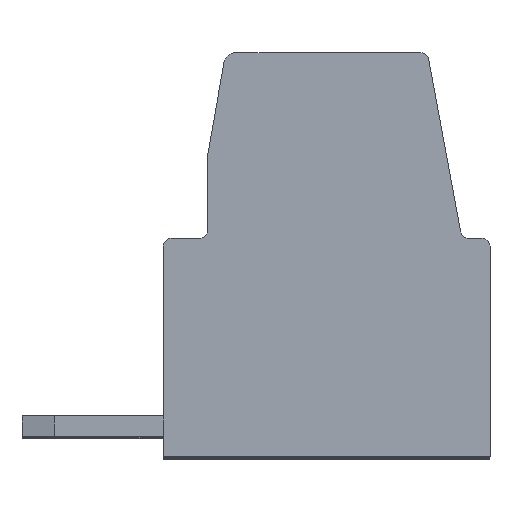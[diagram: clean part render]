
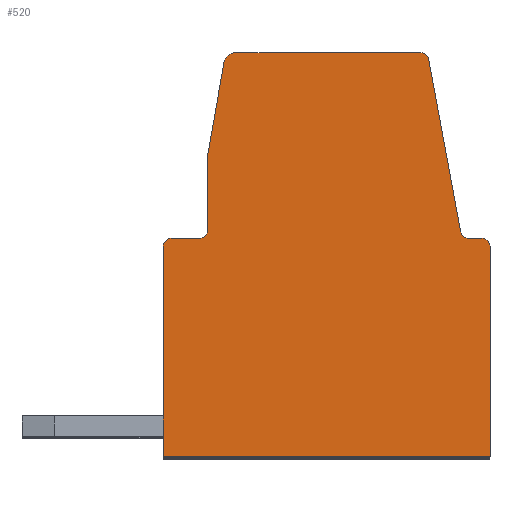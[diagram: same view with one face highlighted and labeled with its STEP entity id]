
A CAD part, top view. The second image highlights one B-rep face of the part: STEP entity #520.
In plain terms, the highlighted planar face has unit normal (0, 0, 1).
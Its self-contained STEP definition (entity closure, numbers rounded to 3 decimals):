
#520 = ADVANCED_FACE( '', ( #1053 ), #1054, .F. );
#1053 = FACE_OUTER_BOUND( '', #1627, .T. );
#1054 = PLANE( '', #1628 );
#1627 = EDGE_LOOP( '', ( #2932, #2933, #2934, #2935, #2936, #2937, #2938, #2939, #2940, #2941, #2942, #2943, #2944, #2945, #2946 ) );
#1628 = AXIS2_PLACEMENT_3D( '', #2947, #2948, #2949 );
#2932 = ORIENTED_EDGE( '', *, *, #4164, .T. );
#2933 = ORIENTED_EDGE( '', *, *, #4165, .T. );
#2934 = ORIENTED_EDGE( '', *, *, #4166, .F. );
#2935 = ORIENTED_EDGE( '', *, *, #3859, .T. );
#2936 = ORIENTED_EDGE( '', *, *, #3921, .T. );
#2937 = ORIENTED_EDGE( '', *, *, #3924, .T. );
#2938 = ORIENTED_EDGE( '', *, *, #3625, .T. );
#2939 = ORIENTED_EDGE( '', *, *, #4167, .T. );
#2940 = ORIENTED_EDGE( '', *, *, #4157, .F. );
#2941 = ORIENTED_EDGE( '', *, *, #4168, .T. );
#2942 = ORIENTED_EDGE( '', *, *, #4032, .F. );
#2943 = ORIENTED_EDGE( '', *, *, #3981, .T. );
#2944 = ORIENTED_EDGE( '', *, *, #4128, .T. );
#2945 = ORIENTED_EDGE( '', *, *, #4154, .F. );
#2946 = ORIENTED_EDGE( '', *, *, #4169, .F. );
#2947 = CARTESIAN_POINT( '', ( 0.81, -4.4, 0. ) );
#2948 = DIRECTION( '', ( 0., 0., -1. ) );
#2949 = DIRECTION( '', ( 0., 1., 0. ) );
#3625 = EDGE_CURVE( '', #4331, #4332, #4333, .T. );
#3859 = EDGE_CURVE( '', #4742, #4740, #4743, .T. );
#3921 = EDGE_CURVE( '', #4740, #4842, #4844, .T. );
#3924 = EDGE_CURVE( '', #4842, #4331, #4847, .T. );
#3981 = EDGE_CURVE( '', #4926, #4924, #4927, .T. );
#4032 = EDGE_CURVE( '', #4926, #5003, #5004, .T. );
#4128 = EDGE_CURVE( '', #4924, #5131, #5133, .T. );
#4154 = EDGE_CURVE( '', #5163, #5131, #5165, .T. );
#4157 = EDGE_CURVE( '', #5167, #5169, #5170, .T. );
#4164 = EDGE_CURVE( '', #5179, #5180, #5181, .T. );
#4165 = EDGE_CURVE( '', #5180, #5182, #5183, .T. );
#4166 = EDGE_CURVE( '', #4742, #5182, #5184, .T. );
#4167 = EDGE_CURVE( '', #4332, #5169, #5185, .T. );
#4168 = EDGE_CURVE( '', #5167, #5003, #5186, .T. );
#4169 = EDGE_CURVE( '', #5179, #5163, #5187, .T. );
#4331 = VERTEX_POINT( '', #5377 );
#4332 = VERTEX_POINT( '', #5378 );
#4333 = LINE( '', #5379, #5380 );
#4740 = VERTEX_POINT( '', #5966 );
#4742 = VERTEX_POINT( '', #5969 );
#4743 = LINE( '', #5970, #5971 );
#4842 = VERTEX_POINT( '', #6115 );
#4844 = CIRCLE( '', #6118, 0.2 );
#4847 = LINE( '', #6121, #6122 );
#4924 = VERTEX_POINT( '', #6232 );
#4926 = VERTEX_POINT( '', #6235 );
#4927 = LINE( '', #6236, #6237 );
#5003 = VERTEX_POINT( '', #6344 );
#5004 = CIRCLE( '', #6345, 0.2 );
#5131 = VERTEX_POINT( '', #6530 );
#5133 = CIRCLE( '', #6533, 0.2 );
#5163 = VERTEX_POINT( '', #6577 );
#5165 = LINE( '', #6580, #6581 );
#5167 = VERTEX_POINT( '', #6583 );
#5169 = VERTEX_POINT( '', #6586 );
#5170 = CIRCLE( '', #6587, 0.2 );
#5179 = VERTEX_POINT( '', #6600 );
#5180 = VERTEX_POINT( '', #6601 );
#5181 = LINE( '', #6602, #6603 );
#5182 = VERTEX_POINT( '', #6604 );
#5183 = LINE( '', #6605, #6606 );
#5184 = CIRCLE( '', #6607, 0.2 );
#5185 = LINE( '', #6608, #6609 );
#5186 = LINE( '', #6610, #6611 );
#5187 = CIRCLE( '', #6612, 0.3 );
#5377 = CARTESIAN_POINT( '', ( -8.1, 0., 0. ) );
#5378 = CARTESIAN_POINT( '', ( 0., 0., 0. ) );
#5379 = CARTESIAN_POINT( '', ( -16.414, 0., 0. ) );
#5380 = VECTOR( '', #6846, 1000. );
#5966 = CARTESIAN_POINT( '', ( -7.9, 5.4, 0. ) );
#5969 = CARTESIAN_POINT( '', ( -7.2, 5.4, 0. ) );
#5970 = CARTESIAN_POINT( '', ( -16.414, 5.4, 0. ) );
#5971 = VECTOR( '', #7084, 1000. );
#6115 = CARTESIAN_POINT( '', ( -8.1, 5.2, 0. ) );
#6118 = AXIS2_PLACEMENT_3D( '', #7137, #7138, #7139 );
#6121 = CARTESIAN_POINT( '', ( -8.1, -18.438, 0. ) );
#6122 = VECTOR( '', #7143, 1000. );
#6232 = CARTESIAN_POINT( '', ( -1.52, 9.836, 0. ) );
#6235 = CARTESIAN_POINT( '', ( -0.728, 5.564, 0. ) );
#6236 = CARTESIAN_POINT( '', ( 3.721, -18.438, 0. ) );
#6237 = VECTOR( '', #7202, 1000. );
#6344 = CARTESIAN_POINT( '', ( -0.531, 5.4, 0. ) );
#6345 = AXIS2_PLACEMENT_3D( '', #7255, #7256, #7257 );
#6530 = CARTESIAN_POINT( '', ( -1.716, 10., 0. ) );
#6533 = AXIS2_PLACEMENT_3D( '', #7353, #7354, #7355 );
#6577 = CARTESIAN_POINT( '', ( -6.298, 10., 0. ) );
#6580 = CARTESIAN_POINT( '', ( -16.414, 10., 0. ) );
#6581 = VECTOR( '', #7374, 1000. );
#6583 = CARTESIAN_POINT( '', ( -0.2, 5.4, 0. ) );
#6586 = CARTESIAN_POINT( '', ( 0., 5.2, 0. ) );
#6587 = AXIS2_PLACEMENT_3D( '', #7376, #7377, #7378 );
#6600 = CARTESIAN_POINT( '', ( -6.594, 9.752, 0. ) );
#6601 = CARTESIAN_POINT( '', ( -7., 7.448, 0. ) );
#6602 = CARTESIAN_POINT( '', ( -11.564, -18.438, 0. ) );
#6603 = VECTOR( '', #7383, 1000. );
#6604 = CARTESIAN_POINT( '', ( -7., 5.6, 0. ) );
#6605 = CARTESIAN_POINT( '', ( -7., -18.438, 0. ) );
#6606 = VECTOR( '', #7384, 1000. );
#6607 = AXIS2_PLACEMENT_3D( '', #7385, #7386, #7387 );
#6608 = CARTESIAN_POINT( '', ( 0., -18.438, 0. ) );
#6609 = VECTOR( '', #7388, 1000. );
#6610 = CARTESIAN_POINT( '', ( -16.414, 5.4, 0. ) );
#6611 = VECTOR( '', #7389, 1000. );
#6612 = AXIS2_PLACEMENT_3D( '', #7390, #7391, #7392 );
#6846 = DIRECTION( '', ( 1., 0., 0. ) );
#7084 = DIRECTION( '', ( -1., 0., 0. ) );
#7137 = CARTESIAN_POINT( '', ( -7.9, 5.2, 0. ) );
#7138 = DIRECTION( '', ( 0., 0., 1. ) );
#7139 = DIRECTION( '', ( 1., 0., 0. ) );
#7143 = DIRECTION( '', ( 0., -1., 0. ) );
#7202 = DIRECTION( '', ( -0.182, 0.983, 0. ) );
#7255 = CARTESIAN_POINT( '', ( -0.531, 5.6, 0. ) );
#7256 = DIRECTION( '', ( 0., 0., 1. ) );
#7257 = DIRECTION( '', ( 1., 0., 0. ) );
#7353 = CARTESIAN_POINT( '', ( -1.716, 9.8, 0. ) );
#7354 = DIRECTION( '', ( 0., 0., 1. ) );
#7355 = DIRECTION( '', ( 1., 0., 0. ) );
#7374 = DIRECTION( '', ( 1., 0., 0. ) );
#7376 = CARTESIAN_POINT( '', ( -0.2, 5.2, 0. ) );
#7377 = DIRECTION( '', ( 0., 0., -1. ) );
#7378 = DIRECTION( '', ( -1., 0., 0. ) );
#7383 = DIRECTION( '', ( -0.174, -0.985, 0. ) );
#7384 = DIRECTION( '', ( 0., -1., 0. ) );
#7385 = CARTESIAN_POINT( '', ( -7.2, 5.6, 0. ) );
#7386 = DIRECTION( '', ( 0., 0., 1. ) );
#7387 = DIRECTION( '', ( 1., 0., 0. ) );
#7388 = DIRECTION( '', ( 0., 1., 0. ) );
#7389 = DIRECTION( '', ( -1., 0., 0. ) );
#7390 = CARTESIAN_POINT( '', ( -6.298, 9.7, 0. ) );
#7391 = DIRECTION( '', ( 0., 0., -1. ) );
#7392 = DIRECTION( '', ( -1., 0., 0. ) );
